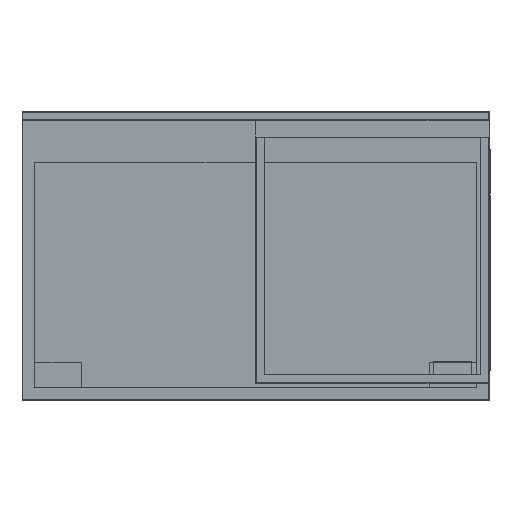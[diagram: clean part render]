
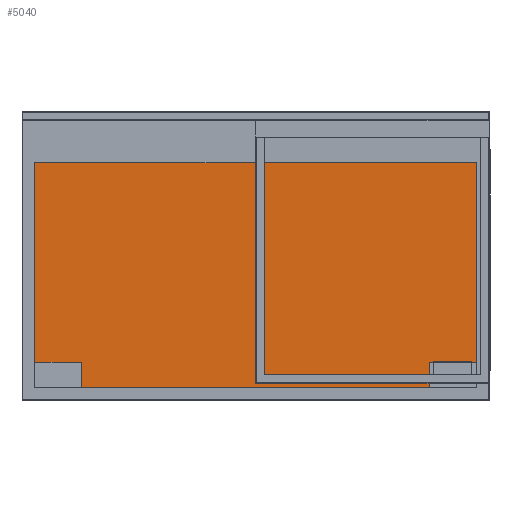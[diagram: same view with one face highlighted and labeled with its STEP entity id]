
A CAD part, front view. The second image highlights one B-rep face of the part: STEP entity #5040.
In plain terms, the highlighted planar face has unit normal (0, -1, 0).
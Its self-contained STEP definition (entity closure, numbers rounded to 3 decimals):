
#121 = FACE_OUTER_BOUND ( 'NONE', #6569, .T. ) ;
#188 = EDGE_CURVE ( 'NONE', #4229, #4076, #329, .T. ) ;
#329 = LINE ( 'NONE', #8297, #5447 ) ;
#819 = LINE ( 'NONE', #5288, #2625 ) ;
#926 = LINE ( 'NONE', #3060, #7176 ) ;
#1006 = DIRECTION ( 'NONE',  ( 0., 1., 0. ) ) ;
#1252 = VERTEX_POINT ( 'NONE', #3476 ) ;
#1769 = DIRECTION ( 'NONE',  ( 0., 0., 1. ) ) ;
#1981 = EDGE_CURVE ( 'NONE', #1252, #2779, #819, .T. ) ;
#2232 = CARTESIAN_POINT ( 'NONE',  ( -410., 0.8, -630. ) ) ;
#2412 = CARTESIAN_POINT ( 'NONE',  ( -520., 0.8, -101. ) ) ;
#2625 = VECTOR ( 'NONE', #1769, 1000. ) ;
#2779 = VERTEX_POINT ( 'NONE', #2790 ) ;
#2790 = CARTESIAN_POINT ( 'NONE',  ( 520., 0.8, -101. ) ) ;
#2912 = CARTESIAN_POINT ( 'NONE',  ( -410., 0.8, -570. ) ) ;
#3060 = CARTESIAN_POINT ( 'NONE',  ( -410., 0.8, -630. ) ) ;
#3077 = VECTOR ( 'NONE', #10070, 1000. ) ;
#3107 = ORIENTED_EDGE ( 'NONE', *, *, #14460, .T. ) ;
#3281 = CARTESIAN_POINT ( 'NONE',  ( 410., 0.8, -630. ) ) ;
#3386 = VERTEX_POINT ( 'NONE', #7761 ) ;
#3476 = CARTESIAN_POINT ( 'NONE',  ( 520., 0.8, -570. ) ) ;
#4020 = DIRECTION ( 'NONE',  ( -1., 0., 0. ) ) ;
#4076 = VERTEX_POINT ( 'NONE', #11741 ) ;
#4229 = VERTEX_POINT ( 'NONE', #2232 ) ;
#4498 = EDGE_CURVE ( 'NONE', #1252, #9634, #5422, .T. ) ;
#4852 = VERTEX_POINT ( 'NONE', #2912 ) ;
#4990 = EDGE_CURVE ( 'NONE', #9634, #4076, #12131, .T. ) ;
#5040 = ADVANCED_FACE ( 'NONE', ( #121 ), #7885, .F. ) ;
#5288 = CARTESIAN_POINT ( 'NONE',  ( 520., 0.8, -630. ) ) ;
#5422 = LINE ( 'NONE', #7472, #13914 ) ;
#5447 = VECTOR ( 'NONE', #11734, 1000. ) ;
#6109 = EDGE_CURVE ( 'NONE', #4229, #4852, #926, .T. ) ;
#6200 = ORIENTED_EDGE ( 'NONE', *, *, #12590, .F. ) ;
#6219 = VECTOR ( 'NONE', #9118, 1000. ) ;
#6563 = CARTESIAN_POINT ( 'NONE',  ( 0., 0.8, 0. ) ) ;
#6569 = EDGE_LOOP ( 'NONE', ( #9612, #7167, #13209, #10862, #6606, #9491, #3107, #6200 ) ) ;
#6606 = ORIENTED_EDGE ( 'NONE', *, *, #1981, .T. ) ;
#6636 = LINE ( 'NONE', #10966, #3077 ) ;
#7167 = ORIENTED_EDGE ( 'NONE', *, *, #188, .T. ) ;
#7176 = VECTOR ( 'NONE', #11984, 1000. ) ;
#7472 = CARTESIAN_POINT ( 'NONE',  ( 520., 0.8, -570. ) ) ;
#7761 = CARTESIAN_POINT ( 'NONE',  ( -520., 0.8, -101. ) ) ;
#7885 = PLANE ( 'NONE',  #12525 ) ;
#8119 = LINE ( 'NONE', #2412, #13058 ) ;
#8297 = CARTESIAN_POINT ( 'NONE',  ( -520., 0.8, -630. ) ) ;
#8464 = EDGE_CURVE ( 'NONE', #2779, #3386, #8119, .T. ) ;
#9118 = DIRECTION ( 'NONE',  ( 0., 0., -1. ) ) ;
#9491 = ORIENTED_EDGE ( 'NONE', *, *, #8464, .T. ) ;
#9612 = ORIENTED_EDGE ( 'NONE', *, *, #6109, .F. ) ;
#9634 = VERTEX_POINT ( 'NONE', #13142 ) ;
#10070 = DIRECTION ( 'NONE',  ( -1., 0., 0. ) ) ;
#10366 = VERTEX_POINT ( 'NONE', #12520 ) ;
#10862 = ORIENTED_EDGE ( 'NONE', *, *, #4498, .F. ) ;
#10966 = CARTESIAN_POINT ( 'NONE',  ( -520., 0.8, -570. ) ) ;
#11512 = VECTOR ( 'NONE', #13131, 1000. ) ;
#11734 = DIRECTION ( 'NONE',  ( 1., 0., 0. ) ) ;
#11741 = CARTESIAN_POINT ( 'NONE',  ( 410., 0.8, -630. ) ) ;
#11887 = LINE ( 'NONE', #12036, #11512 ) ;
#11984 = DIRECTION ( 'NONE',  ( 0., 0., 1. ) ) ;
#12036 = CARTESIAN_POINT ( 'NONE',  ( -520., 0.8, -630. ) ) ;
#12131 = LINE ( 'NONE', #3281, #6219 ) ;
#12337 = DIRECTION ( 'NONE',  ( 0., 0., 1. ) ) ;
#12520 = CARTESIAN_POINT ( 'NONE',  ( -520., 0.8, -570. ) ) ;
#12525 = AXIS2_PLACEMENT_3D ( 'NONE', #6563, #1006, #12337 ) ;
#12590 = EDGE_CURVE ( 'NONE', #4852, #10366, #6636, .T. ) ;
#12711 = DIRECTION ( 'NONE',  ( -1., 0., 0. ) ) ;
#13058 = VECTOR ( 'NONE', #12711, 1000. ) ;
#13131 = DIRECTION ( 'NONE',  ( 0., 0., -1. ) ) ;
#13142 = CARTESIAN_POINT ( 'NONE',  ( 410., 0.8, -570. ) ) ;
#13209 = ORIENTED_EDGE ( 'NONE', *, *, #4990, .F. ) ;
#13914 = VECTOR ( 'NONE', #4020, 1000. ) ;
#14460 = EDGE_CURVE ( 'NONE', #3386, #10366, #11887, .T. ) ;
